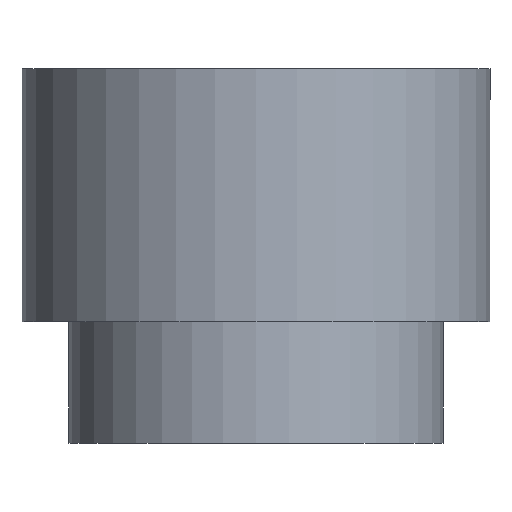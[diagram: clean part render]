
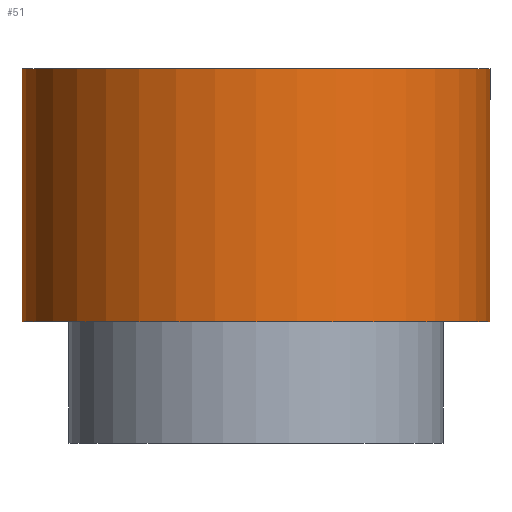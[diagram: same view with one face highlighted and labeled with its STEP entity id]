
A CAD part, front view. The second image highlights one B-rep face of the part: STEP entity #51.
In plain terms, the highlighted cylindrical face has radius 2.5 mm (diameter 5 mm), a partial arc.
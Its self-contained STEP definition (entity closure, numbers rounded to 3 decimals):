
#10 = EDGE_CURVE ( 'NONE', #353, #170, #73, .T. ) ;
#15 = LINE ( 'NONE', #297, #59 ) ;
#22 = DIRECTION ( 'NONE',  ( 1., 0., 0. ) ) ;
#32 = VERTEX_POINT ( 'NONE', #303 ) ;
#51 = ADVANCED_FACE ( 'NONE', ( #351 ), #141, .T. ) ;
#59 = VECTOR ( 'NONE', #301, 1000. ) ;
#67 = EDGE_CURVE ( 'NONE', #170, #32, #15, .T. ) ;
#73 = CIRCLE ( 'NONE', #241, 2.5 ) ;
#81 = CIRCLE ( 'NONE', #133, 2.5 ) ;
#82 = EDGE_LOOP ( 'NONE', ( #247, #253, #144, #224 ) ) ;
#88 = AXIS2_PLACEMENT_3D ( 'NONE', #161, #362, #22 ) ;
#97 = VECTOR ( 'NONE', #310, 1000. ) ;
#101 = LINE ( 'NONE', #249, #97 ) ;
#133 = AXIS2_PLACEMENT_3D ( 'NONE', #162, #368, #190 ) ;
#134 = EDGE_CURVE ( 'NONE', #353, #265, #101, .T. ) ;
#141 = CYLINDRICAL_SURFACE ( 'NONE', #88, 2.5 ) ;
#144 = ORIENTED_EDGE ( 'NONE', *, *, #67, .T. ) ;
#161 = CARTESIAN_POINT ( 'NONE',  ( 0., 0., 114.968 ) ) ;
#162 = CARTESIAN_POINT ( 'NONE',  ( 0., 0., 0. ) ) ;
#170 = VERTEX_POINT ( 'NONE', #305 ) ;
#172 = CARTESIAN_POINT ( 'NONE',  ( -2.5, 0., 0. ) ) ;
#184 = CARTESIAN_POINT ( 'NONE',  ( 0., 0., -2.7 ) ) ;
#190 = DIRECTION ( 'NONE',  ( 1., 0., 0. ) ) ;
#197 = EDGE_CURVE ( 'NONE', #265, #32, #81, .T. ) ;
#202 = CARTESIAN_POINT ( 'NONE',  ( -2.5, 0., -2.7 ) ) ;
#220 = DIRECTION ( 'NONE',  ( 0., 0., 1. ) ) ;
#224 = ORIENTED_EDGE ( 'NONE', *, *, #197, .F. ) ;
#241 = AXIS2_PLACEMENT_3D ( 'NONE', #184, #220, #364 ) ;
#247 = ORIENTED_EDGE ( 'NONE', *, *, #134, .F. ) ;
#249 = CARTESIAN_POINT ( 'NONE',  ( -2.5, 0., 114.968 ) ) ;
#253 = ORIENTED_EDGE ( 'NONE', *, *, #10, .T. ) ;
#265 = VERTEX_POINT ( 'NONE', #172 ) ;
#297 = CARTESIAN_POINT ( 'NONE',  ( 2.5, 0., 114.968 ) ) ;
#301 = DIRECTION ( 'NONE',  ( 0., 0., 1. ) ) ;
#303 = CARTESIAN_POINT ( 'NONE',  ( 2.5, 0., 0. ) ) ;
#305 = CARTESIAN_POINT ( 'NONE',  ( 2.5, 0., -2.7 ) ) ;
#310 = DIRECTION ( 'NONE',  ( 0., 0., 1. ) ) ;
#351 = FACE_OUTER_BOUND ( 'NONE', #82, .T. ) ;
#353 = VERTEX_POINT ( 'NONE', #202 ) ;
#362 = DIRECTION ( 'NONE',  ( 0., 0., 1. ) ) ;
#364 = DIRECTION ( 'NONE',  ( 1., 0., 0. ) ) ;
#368 = DIRECTION ( 'NONE',  ( 0., 0., 1. ) ) ;
